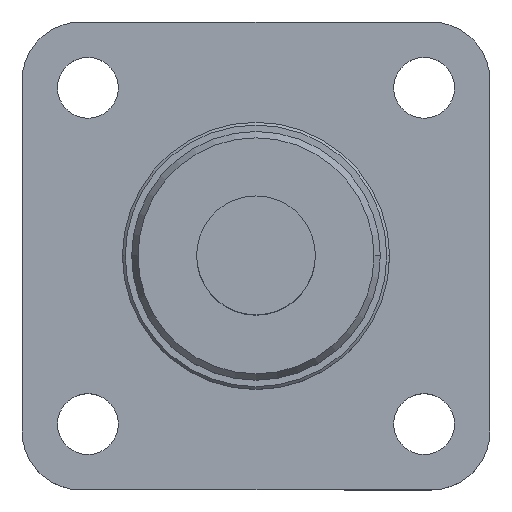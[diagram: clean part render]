
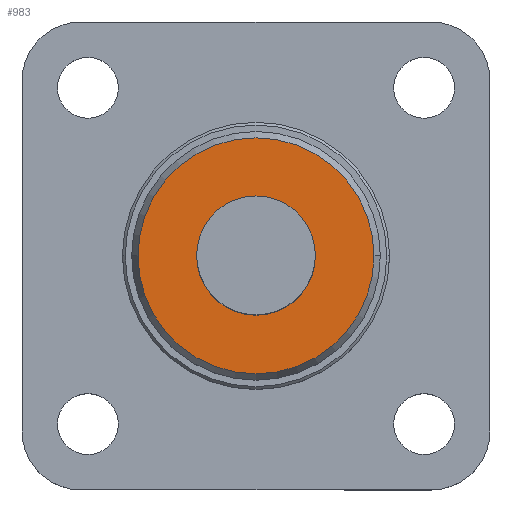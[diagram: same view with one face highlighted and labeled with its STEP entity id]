
A CAD part, top view. The second image highlights one B-rep face of the part: STEP entity #983.
In plain terms, the highlighted planar face has unit normal (0, 0, 1).
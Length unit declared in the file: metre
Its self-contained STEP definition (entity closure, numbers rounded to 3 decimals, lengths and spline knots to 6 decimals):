
#93 = ORIENTED_EDGE ( 'NONE', *, *, #2940, .T. ) ;
#133 = FACE_OUTER_BOUND ( 'NONE', #668, .T. ) ;
#151 = DIRECTION ( 'NONE',  ( 0., 0., -1. ) ) ;
#192 = VERTEX_POINT ( 'NONE', #1597 ) ;
#389 = VERTEX_POINT ( 'NONE', #639 ) ;
#441 = AXIS2_PLACEMENT_3D ( 'NONE', #728, #2297, #974 ) ;
#503 = CARTESIAN_POINT ( 'NONE',  ( 0., 0.006405, 0.0046 ) ) ;
#576 = PLANE ( 'NONE',  #1505 ) ;
#639 = CARTESIAN_POINT ( 'NONE',  ( -0.003225, 0., 0.0046 ) ) ;
#668 = EDGE_LOOP ( 'NONE', ( #2284, #1368 ) ) ;
#685 = AXIS2_PLACEMENT_3D ( 'NONE', #1513, #151, #1730 ) ;
#698 = CIRCLE ( 'NONE', #685, 0.006405 ) ;
#728 = CARTESIAN_POINT ( 'NONE',  ( 0., 0., 0.0046 ) ) ;
#974 = DIRECTION ( 'NONE',  ( -1., 0., 0. ) ) ;
#983 = ADVANCED_FACE ( 'NONE', ( #1921, #133 ), #576, .T. ) ;
#1051 = AXIS2_PLACEMENT_3D ( 'NONE', #1243, #2838, #1471 ) ;
#1142 = DIRECTION ( 'NONE',  ( 0., 0., -1. ) ) ;
#1166 = AXIS2_PLACEMENT_3D ( 'NONE', #2477, #1142, #2733 ) ;
#1243 = CARTESIAN_POINT ( 'NONE',  ( 0., 0., 0.0046 ) ) ;
#1327 = EDGE_CURVE ( 'NONE', #192, #2678, #2885, .T. ) ;
#1328 = CIRCLE ( 'NONE', #441, 0.003225 ) ;
#1368 = ORIENTED_EDGE ( 'NONE', *, *, #1508, .F. ) ;
#1458 = CARTESIAN_POINT ( 'NONE',  ( 0.003225, 0., 0.0046 ) ) ;
#1471 = DIRECTION ( 'NONE',  ( -1., 0., 0. ) ) ;
#1505 = AXIS2_PLACEMENT_3D ( 'NONE', #503, #2327, #2639 ) ;
#1508 = EDGE_CURVE ( 'NONE', #2678, #192, #698, .T. ) ;
#1513 = CARTESIAN_POINT ( 'NONE',  ( 0., 0., 0.0046 ) ) ;
#1566 = EDGE_LOOP ( 'NONE', ( #93, #2623 ) ) ;
#1597 = CARTESIAN_POINT ( 'NONE',  ( -0.006405, 0., 0.0046 ) ) ;
#1730 = DIRECTION ( 'NONE',  ( -1., 0., 0. ) ) ;
#1921 = FACE_BOUND ( 'NONE', #1566, .T. ) ;
#1987 = VERTEX_POINT ( 'NONE', #1458 ) ;
#2236 = CARTESIAN_POINT ( 'NONE',  ( 0.006405, 0., 0.0046 ) ) ;
#2284 = ORIENTED_EDGE ( 'NONE', *, *, #1327, .F. ) ;
#2297 = DIRECTION ( 'NONE',  ( 0., 0., -1. ) ) ;
#2327 = DIRECTION ( 'NONE',  ( 0., 0., 1. ) ) ;
#2477 = CARTESIAN_POINT ( 'NONE',  ( 0., 0., 0.0046 ) ) ;
#2551 = CIRCLE ( 'NONE', #1166, 0.003225 ) ;
#2623 = ORIENTED_EDGE ( 'NONE', *, *, #2702, .T. ) ;
#2639 = DIRECTION ( 'NONE',  ( 1., 0., 0. ) ) ;
#2678 = VERTEX_POINT ( 'NONE', #2236 ) ;
#2702 = EDGE_CURVE ( 'NONE', #1987, #389, #2551, .T. ) ;
#2733 = DIRECTION ( 'NONE',  ( -1., 0., 0. ) ) ;
#2838 = DIRECTION ( 'NONE',  ( 0., 0., -1. ) ) ;
#2885 = CIRCLE ( 'NONE', #1051, 0.006405 ) ;
#2940 = EDGE_CURVE ( 'NONE', #389, #1987, #1328, .T. ) ;
